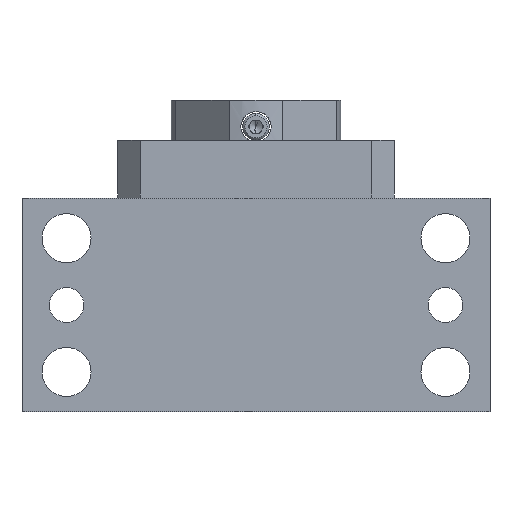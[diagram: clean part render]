
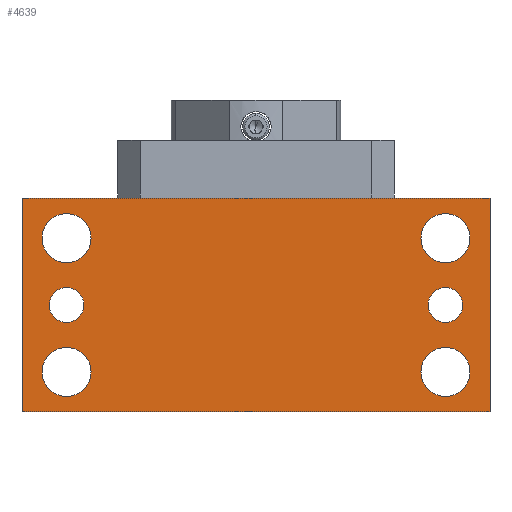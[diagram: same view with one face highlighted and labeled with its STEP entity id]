
A CAD part, front view. The second image highlights one B-rep face of the part: STEP entity #4639.
In plain terms, the highlighted planar face has unit normal (0, -1, 0).
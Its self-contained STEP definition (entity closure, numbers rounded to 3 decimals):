
#10 = DIRECTION ( 'NONE',  ( 0., 1., 0. ) ) ;
#27 = CARTESIAN_POINT ( 'NONE',  ( 42.5, -35., -14.5 ) ) ;
#59 = FACE_BOUND ( 'NONE', #4704, .T. ) ;
#67 = AXIS2_PLACEMENT_3D ( 'NONE', #1702, #894, #87 ) ;
#72 = VECTOR ( 'NONE', #7622, 1000. ) ;
#87 = DIRECTION ( 'NONE',  ( 0., 0., 1. ) ) ;
#114 = CARTESIAN_POINT ( 'NONE',  ( -42.5, -35., -24. ) ) ;
#201 = LINE ( 'NONE', #7225, #2669 ) ;
#228 = ORIENTED_EDGE ( 'NONE', *, *, #7099, .T. ) ;
#254 = AXIS2_PLACEMENT_3D ( 'NONE', #2492, #1669, #864 ) ;
#262 = FACE_BOUND ( 'NONE', #6244, .T. ) ;
#592 = VERTEX_POINT ( 'NONE', #3363 ) ;
#604 = CARTESIAN_POINT ( 'NONE',  ( 52.5, -35., 0. ) ) ;
#620 = EDGE_CURVE ( 'NONE', #3710, #4845, #2657, .T. ) ;
#667 = FACE_BOUND ( 'NONE', #7674, .T. ) ;
#688 = VERTEX_POINT ( 'NONE', #2775 ) ;
#726 = CARTESIAN_POINT ( 'NONE',  ( 42.5, -35., -9. ) ) ;
#786 = CIRCLE ( 'NONE', #67, 5.5 ) ;
#817 = CARTESIAN_POINT ( 'NONE',  ( 42.5, -35., -24. ) ) ;
#864 = DIRECTION ( 'NONE',  ( 0., 0., 1. ) ) ;
#867 = DIRECTION ( 'NONE',  ( 0., 0., -1. ) ) ;
#876 = FACE_OUTER_BOUND ( 'NONE', #7594, .T. ) ;
#894 = DIRECTION ( 'NONE',  ( 0., 1., 0. ) ) ;
#957 = CARTESIAN_POINT ( 'NONE',  ( -42.5, -35., -20.1 ) ) ;
#1066 = DIRECTION ( 'NONE',  ( 0., 0., 1. ) ) ;
#1192 = ORIENTED_EDGE ( 'NONE', *, *, #4305, .T. ) ;
#1231 = CARTESIAN_POINT ( 'NONE',  ( -52.5, -35., 0. ) ) ;
#1270 = CARTESIAN_POINT ( 'NONE',  ( 52.5, -35., 0. ) ) ;
#1271 = VERTEX_POINT ( 'NONE', #3598 ) ;
#1332 = CARTESIAN_POINT ( 'NONE',  ( 42.5, -35., -27.9 ) ) ;
#1528 = DIRECTION ( 'NONE',  ( 0., 0., 1. ) ) ;
#1610 = EDGE_CURVE ( 'NONE', #2833, #5962, #5722, .T. ) ;
#1669 = DIRECTION ( 'NONE',  ( 0., 1., 0. ) ) ;
#1673 = DIRECTION ( 'NONE',  ( 0., -1., 0. ) ) ;
#1689 = VERTEX_POINT ( 'NONE', #1332 ) ;
#1702 = CARTESIAN_POINT ( 'NONE',  ( 42.5, -35., -39. ) ) ;
#1809 = VERTEX_POINT ( 'NONE', #6628 ) ;
#1858 = EDGE_CURVE ( 'NONE', #5777, #2545, #2716, .T. ) ;
#1873 = DIRECTION ( 'NONE',  ( 0., 1., 0. ) ) ;
#1885 = CARTESIAN_POINT ( 'NONE',  ( 42.5, -35., -20.1 ) ) ;
#1896 = EDGE_CURVE ( 'NONE', #1689, #6871, #4540, .T. ) ;
#2228 = CIRCLE ( 'NONE', #6245, 5.5 ) ;
#2252 = VERTEX_POINT ( 'NONE', #1231 ) ;
#2268 = VERTEX_POINT ( 'NONE', #5085 ) ;
#2328 = ORIENTED_EDGE ( 'NONE', *, *, #4399, .T. ) ;
#2353 = DIRECTION ( 'NONE',  ( 0., 1., 0. ) ) ;
#2372 = VERTEX_POINT ( 'NONE', #1270 ) ;
#2492 = CARTESIAN_POINT ( 'NONE',  ( 42.5, -35., -39. ) ) ;
#2494 = CARTESIAN_POINT ( 'NONE',  ( 52.5, -35., -48. ) ) ;
#2545 = VERTEX_POINT ( 'NONE', #3190 ) ;
#2584 = EDGE_CURVE ( 'NONE', #2268, #2252, #4418, .T. ) ;
#2657 = CIRCLE ( 'NONE', #6910, 3.9 ) ;
#2669 = VECTOR ( 'NONE', #6444, 1000. ) ;
#2694 = CARTESIAN_POINT ( 'NONE',  ( 42.5, -35., -9. ) ) ;
#2716 = CIRCLE ( 'NONE', #3968, 5.5 ) ;
#2775 = CARTESIAN_POINT ( 'NONE',  ( -42.5, -35., -33.5 ) ) ;
#2796 = DIRECTION ( 'NONE',  ( 0., 0., 1. ) ) ;
#2821 = CIRCLE ( 'NONE', #5994, 5.5 ) ;
#2833 = VERTEX_POINT ( 'NONE', #4638 ) ;
#2894 = EDGE_CURVE ( 'NONE', #2268, #1809, #7241, .T. ) ;
#2904 = EDGE_LOOP ( 'NONE', ( #5125, #228 ) ) ;
#2911 = VERTEX_POINT ( 'NONE', #27 ) ;
#3009 = ORIENTED_EDGE ( 'NONE', *, *, #1858, .T. ) ;
#3045 = AXIS2_PLACEMENT_3D ( 'NONE', #3225, #7809, #7007 ) ;
#3049 = EDGE_CURVE ( 'NONE', #688, #592, #5197, .T. ) ;
#3165 = CARTESIAN_POINT ( 'NONE',  ( -42.5, -35., -9. ) ) ;
#3182 = AXIS2_PLACEMENT_3D ( 'NONE', #6323, #5532, #4735 ) ;
#3190 = CARTESIAN_POINT ( 'NONE',  ( -42.5, -35., -14.5 ) ) ;
#3225 = CARTESIAN_POINT ( 'NONE',  ( -42.5, -35., -39. ) ) ;
#3250 = DIRECTION ( 'NONE',  ( 0., 0., 1. ) ) ;
#3307 = PLANE ( 'NONE',  #5306 ) ;
#3363 = CARTESIAN_POINT ( 'NONE',  ( -42.5, -35., -44.5 ) ) ;
#3413 = ORIENTED_EDGE ( 'NONE', *, *, #2894, .T. ) ;
#3486 = AXIS2_PLACEMENT_3D ( 'NONE', #817, #10, #7044 ) ;
#3598 = CARTESIAN_POINT ( 'NONE',  ( 42.5, -35., -3.5 ) ) ;
#3625 = CARTESIAN_POINT ( 'NONE',  ( -52.5, -35., -48. ) ) ;
#3626 = ORIENTED_EDGE ( 'NONE', *, *, #5766, .T. ) ;
#3679 = DIRECTION ( 'NONE',  ( 0., 0., 1. ) ) ;
#3710 = VERTEX_POINT ( 'NONE', #7153 ) ;
#3908 = CIRCLE ( 'NONE', #3045, 5.5 ) ;
#3968 = AXIS2_PLACEMENT_3D ( 'NONE', #6434, #4059, #3250 ) ;
#4059 = DIRECTION ( 'NONE',  ( 0., 1., 0. ) ) ;
#4120 = EDGE_CURVE ( 'NONE', #1271, #2911, #2821, .T. ) ;
#4158 = ORIENTED_EDGE ( 'NONE', *, *, #4324, .T. ) ;
#4305 = EDGE_CURVE ( 'NONE', #2545, #5777, #2228, .T. ) ;
#4324 = EDGE_CURVE ( 'NONE', #2911, #1271, #4660, .T. ) ;
#4399 = EDGE_CURVE ( 'NONE', #1809, #2372, #201, .T. ) ;
#4411 = DIRECTION ( 'NONE',  ( 0., 0., 1. ) ) ;
#4418 = LINE ( 'NONE', #3625, #5505 ) ;
#4427 = EDGE_CURVE ( 'NONE', #6871, #1689, #7034, .T. ) ;
#4474 = DIRECTION ( 'NONE',  ( 0., 1., 0. ) ) ;
#4540 = CIRCLE ( 'NONE', #5180, 3.9 ) ;
#4569 = ORIENTED_EDGE ( 'NONE', *, *, #6702, .F. ) ;
#4638 = CARTESIAN_POINT ( 'NONE',  ( 42.5, -35., -44.5 ) ) ;
#4639 = ADVANCED_FACE ( 'NONE', ( #6086, #7274, #7685, #59, #262, #667, #876 ), #3307, .T. ) ;
#4648 = LINE ( 'NONE', #604, #72 ) ;
#4660 = CIRCLE ( 'NONE', #6442, 5.5 ) ;
#4704 = EDGE_LOOP ( 'NONE', ( #3626, #6460 ) ) ;
#4735 = DIRECTION ( 'NONE',  ( 0., 0., 1. ) ) ;
#4845 = VERTEX_POINT ( 'NONE', #957 ) ;
#4878 = DIRECTION ( 'NONE',  ( 1., 0., 0. ) ) ;
#5085 = CARTESIAN_POINT ( 'NONE',  ( -52.5, -35., -48. ) ) ;
#5125 = ORIENTED_EDGE ( 'NONE', *, *, #3049, .T. ) ;
#5180 = AXIS2_PLACEMENT_3D ( 'NONE', #5281, #4474, #3679 ) ;
#5197 = CIRCLE ( 'NONE', #3182, 5.5 ) ;
#5213 = DIRECTION ( 'NONE',  ( 0., 1., 0. ) ) ;
#5281 = CARTESIAN_POINT ( 'NONE',  ( 42.5, -35., -24. ) ) ;
#5306 = AXIS2_PLACEMENT_3D ( 'NONE', #2494, #1673, #867 ) ;
#5505 = VECTOR ( 'NONE', #2796, 1000. ) ;
#5532 = DIRECTION ( 'NONE',  ( 0., 1., 0. ) ) ;
#5637 = ORIENTED_EDGE ( 'NONE', *, *, #4427, .T. ) ;
#5673 = CARTESIAN_POINT ( 'NONE',  ( 52.5, -35., -48. ) ) ;
#5696 = CIRCLE ( 'NONE', #6946, 3.9 ) ;
#5722 = CIRCLE ( 'NONE', #254, 5.5 ) ;
#5751 = VECTOR ( 'NONE', #4878, 1000. ) ;
#5766 = EDGE_CURVE ( 'NONE', #5962, #2833, #786, .T. ) ;
#5777 = VERTEX_POINT ( 'NONE', #6335 ) ;
#5850 = ORIENTED_EDGE ( 'NONE', *, *, #620, .T. ) ;
#5962 = VERTEX_POINT ( 'NONE', #6005 ) ;
#5973 = EDGE_LOOP ( 'NONE', ( #3009, #1192 ) ) ;
#5994 = AXIS2_PLACEMENT_3D ( 'NONE', #2694, #1873, #1066 ) ;
#5999 = CARTESIAN_POINT ( 'NONE',  ( -42.5, -35., -24. ) ) ;
#6005 = CARTESIAN_POINT ( 'NONE',  ( 42.5, -35., -33.5 ) ) ;
#6086 = FACE_BOUND ( 'NONE', #5973, .T. ) ;
#6244 = EDGE_LOOP ( 'NONE', ( #5637, #6972 ) ) ;
#6245 = AXIS2_PLACEMENT_3D ( 'NONE', #3165, #2353, #1528 ) ;
#6323 = CARTESIAN_POINT ( 'NONE',  ( -42.5, -35., -39. ) ) ;
#6335 = CARTESIAN_POINT ( 'NONE',  ( -42.5, -35., -3.5 ) ) ;
#6364 = DIRECTION ( 'NONE',  ( 0., 0., 1. ) ) ;
#6434 = CARTESIAN_POINT ( 'NONE',  ( -42.5, -35., -9. ) ) ;
#6442 = AXIS2_PLACEMENT_3D ( 'NONE', #726, #7752, #6953 ) ;
#6444 = DIRECTION ( 'NONE',  ( 0., 0., 1. ) ) ;
#6460 = ORIENTED_EDGE ( 'NONE', *, *, #1610, .T. ) ;
#6608 = ORIENTED_EDGE ( 'NONE', *, *, #2584, .F. ) ;
#6628 = CARTESIAN_POINT ( 'NONE',  ( 52.5, -35., -48. ) ) ;
#6702 = EDGE_CURVE ( 'NONE', #2252, #2372, #4648, .T. ) ;
#6749 = ORIENTED_EDGE ( 'NONE', *, *, #4120, .T. ) ;
#6871 = VERTEX_POINT ( 'NONE', #1885 ) ;
#6910 = AXIS2_PLACEMENT_3D ( 'NONE', #114, #7147, #6364 ) ;
#6946 = AXIS2_PLACEMENT_3D ( 'NONE', #5999, #5213, #4411 ) ;
#6953 = DIRECTION ( 'NONE',  ( 0., 0., 1. ) ) ;
#6972 = ORIENTED_EDGE ( 'NONE', *, *, #1896, .T. ) ;
#7007 = DIRECTION ( 'NONE',  ( 0., 0., 1. ) ) ;
#7034 = CIRCLE ( 'NONE', #3486, 3.9 ) ;
#7037 = EDGE_CURVE ( 'NONE', #4845, #3710, #5696, .T. ) ;
#7044 = DIRECTION ( 'NONE',  ( 0., 0., 1. ) ) ;
#7048 = ORIENTED_EDGE ( 'NONE', *, *, #7037, .T. ) ;
#7099 = EDGE_CURVE ( 'NONE', #592, #688, #3908, .T. ) ;
#7147 = DIRECTION ( 'NONE',  ( 0., 1., 0. ) ) ;
#7153 = CARTESIAN_POINT ( 'NONE',  ( -42.5, -35., -27.9 ) ) ;
#7225 = CARTESIAN_POINT ( 'NONE',  ( 52.5, -35., -48. ) ) ;
#7241 = LINE ( 'NONE', #5673, #5751 ) ;
#7274 = FACE_BOUND ( 'NONE', #7736, .T. ) ;
#7594 = EDGE_LOOP ( 'NONE', ( #4569, #6608, #3413, #2328 ) ) ;
#7622 = DIRECTION ( 'NONE',  ( 1., 0., 0. ) ) ;
#7674 = EDGE_LOOP ( 'NONE', ( #6749, #4158 ) ) ;
#7685 = FACE_BOUND ( 'NONE', #2904, .T. ) ;
#7736 = EDGE_LOOP ( 'NONE', ( #7048, #5850 ) ) ;
#7752 = DIRECTION ( 'NONE',  ( 0., 1., 0. ) ) ;
#7809 = DIRECTION ( 'NONE',  ( 0., 1., 0. ) ) ;
